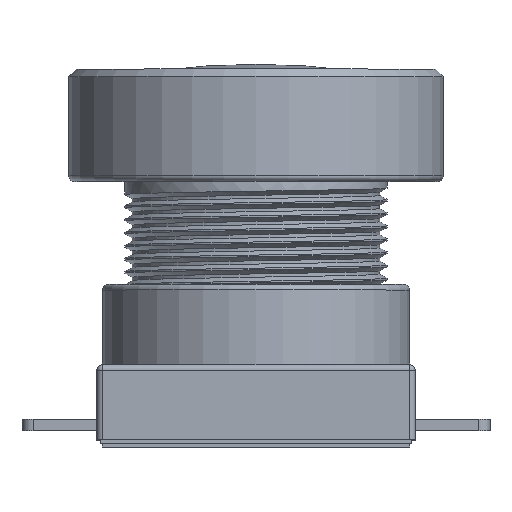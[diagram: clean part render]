
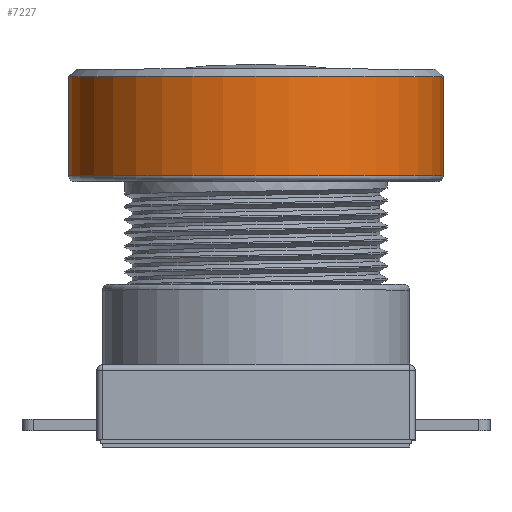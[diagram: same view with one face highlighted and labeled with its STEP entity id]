
A CAD part, top view. The second image highlights one B-rep face of the part: STEP entity #7227.
In plain terms, the highlighted cylindrical face has radius 5 mm (diameter 10 mm), a partial arc.
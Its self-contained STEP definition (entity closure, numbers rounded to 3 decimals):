
#276 = VERTEX_POINT ( 'NONE', #2278 ) ;
#282 = VECTOR ( 'NONE', #5275, 1000. ) ;
#291 = DIRECTION ( 'NONE',  ( 0., 1., 0. ) ) ;
#360 = FACE_OUTER_BOUND ( 'NONE', #1375, .T. ) ;
#519 = DIRECTION ( 'NONE',  ( 0., -1., 0. ) ) ;
#613 = CIRCLE ( 'NONE', #4321, 5. ) ;
#1249 = CARTESIAN_POINT ( 'NONE',  ( 5., 2., 0. ) ) ;
#1375 = EDGE_LOOP ( 'NONE', ( #6570, #2177, #3881, #6384 ) ) ;
#2177 = ORIENTED_EDGE ( 'NONE', *, *, #7670, .T. ) ;
#2278 = CARTESIAN_POINT ( 'NONE',  ( -5., 7.05, 0. ) ) ;
#2357 = DIRECTION ( 'NONE',  ( -1., 0., 0. ) ) ;
#2511 = EDGE_CURVE ( 'NONE', #7211, #4311, #613, .T. ) ;
#3093 = CYLINDRICAL_SURFACE ( 'NONE', #4807, 5. ) ;
#3867 = CARTESIAN_POINT ( 'NONE',  ( 0., 9.7, 0. ) ) ;
#3881 = ORIENTED_EDGE ( 'NONE', *, *, #8771, .T. ) ;
#4311 = VERTEX_POINT ( 'NONE', #8851 ) ;
#4321 = AXIS2_PLACEMENT_3D ( 'NONE', #3867, #519, #6634 ) ;
#4345 = VECTOR ( 'NONE', #5916, 1000. ) ;
#4392 = DIRECTION ( 'NONE',  ( 0., -1., 0. ) ) ;
#4542 = AXIS2_PLACEMENT_3D ( 'NONE', #6443, #291, #2357 ) ;
#4807 = AXIS2_PLACEMENT_3D ( 'NONE', #7254, #4392, #5833 ) ;
#5191 = LINE ( 'NONE', #8775, #4345 ) ;
#5275 = DIRECTION ( 'NONE',  ( 0., -1., 0. ) ) ;
#5833 = DIRECTION ( 'NONE',  ( 1., 0., 0. ) ) ;
#5916 = DIRECTION ( 'NONE',  ( 0., -1., 0. ) ) ;
#5924 = CIRCLE ( 'NONE', #4542, 5. ) ;
#5969 = CARTESIAN_POINT ( 'NONE',  ( 5., 7.05, 0. ) ) ;
#6259 = VERTEX_POINT ( 'NONE', #5969 ) ;
#6261 = EDGE_CURVE ( 'NONE', #7211, #6259, #8732, .T. ) ;
#6384 = ORIENTED_EDGE ( 'NONE', *, *, #6261, .F. ) ;
#6443 = CARTESIAN_POINT ( 'NONE',  ( 0., 7.05, 0. ) ) ;
#6515 = CARTESIAN_POINT ( 'NONE',  ( 5., 9.7, 0. ) ) ;
#6570 = ORIENTED_EDGE ( 'NONE', *, *, #2511, .T. ) ;
#6634 = DIRECTION ( 'NONE',  ( 1., 0., 0. ) ) ;
#7211 = VERTEX_POINT ( 'NONE', #6515 ) ;
#7227 = ADVANCED_FACE ( 'NONE', ( #360 ), #3093, .T. ) ;
#7254 = CARTESIAN_POINT ( 'NONE',  ( 0., 2., 0. ) ) ;
#7670 = EDGE_CURVE ( 'NONE', #4311, #276, #5191, .T. ) ;
#8732 = LINE ( 'NONE', #1249, #282 ) ;
#8771 = EDGE_CURVE ( 'NONE', #276, #6259, #5924, .T. ) ;
#8775 = CARTESIAN_POINT ( 'NONE',  ( -5., 2., 0. ) ) ;
#8851 = CARTESIAN_POINT ( 'NONE',  ( -5., 9.7, 0. ) ) ;
